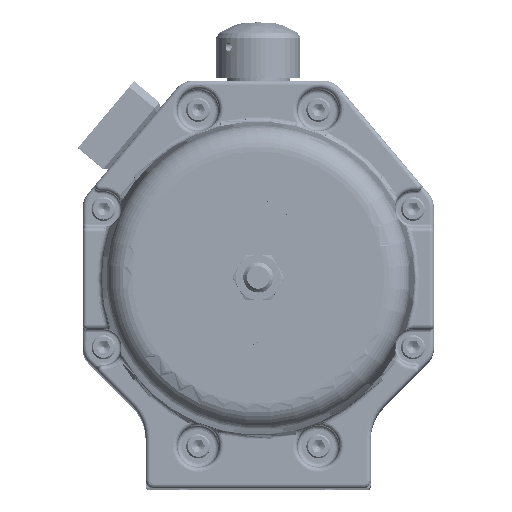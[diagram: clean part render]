
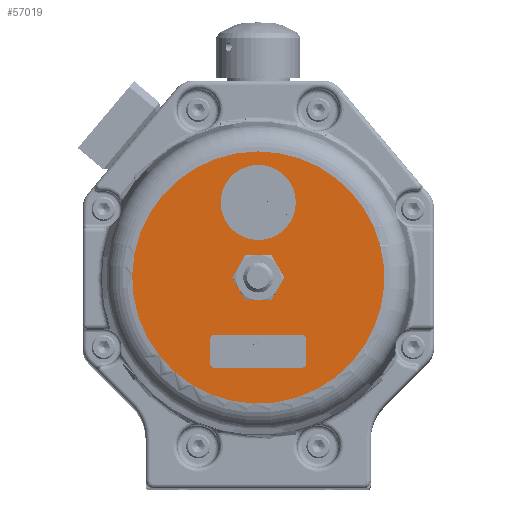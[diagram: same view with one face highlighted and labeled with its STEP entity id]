
A CAD part, top view. The second image highlights one B-rep face of the part: STEP entity #57019.
In plain terms, the highlighted planar face has unit normal (0, 0, 1).
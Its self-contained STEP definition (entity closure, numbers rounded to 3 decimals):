
#4072=LINE('',#102563,#6971);
#4073=LINE('',#102567,#6972);
#4074=LINE('',#102571,#6973);
#4075=LINE('',#102575,#6974);
#6971=VECTOR('',#73135,10.);
#6972=VECTOR('',#73138,10.);
#6973=VECTOR('',#73141,10.);
#6974=VECTOR('',#73144,10.);
#9884=PLANE('',#62049);
#11173=FACE_BOUND('',#17453,.T.);
#11174=FACE_BOUND('',#17454,.T.);
#11175=FACE_BOUND('',#17455,.T.);
#13509=FACE_OUTER_BOUND('',#17452,.T.);
#17452=EDGE_LOOP('',(#43413));
#17453=EDGE_LOOP('',(#43414,#43415,#43416,#43417,#43418,#43419));
#17454=EDGE_LOOP('',(#43420,#43421,#43422,#43423,#43424,#43425,#43426,#43427));
#17455=EDGE_LOOP('',(#43428));
#20955=CIRCLE('',#61008,15.);
#20956=CIRCLE('',#61010,15.);
#20957=CIRCLE('',#61012,15.);
#20958=CIRCLE('',#61014,15.);
#20959=CIRCLE('',#61016,15.);
#20960=CIRCLE('',#61018,15.);
#21526=CIRCLE('',#62050,83.958);
#21527=CIRCLE('',#62051,3.);
#21528=CIRCLE('',#62052,3.);
#21529=CIRCLE('',#62053,3.);
#21530=CIRCLE('',#62054,3.);
#21531=CIRCLE('',#62055,25.);
#24749=VERTEX_POINT('',#92749);
#24750=VERTEX_POINT('',#92753);
#24752=VERTEX_POINT('',#92760);
#24754=VERTEX_POINT('',#92770);
#24756=VERTEX_POINT('',#92783);
#24758=VERTEX_POINT('',#92793);
#25701=VERTEX_POINT('',#102559);
#25702=VERTEX_POINT('',#102561);
#25703=VERTEX_POINT('',#102562);
#25704=VERTEX_POINT('',#102564);
#25705=VERTEX_POINT('',#102566);
#25706=VERTEX_POINT('',#102568);
#25707=VERTEX_POINT('',#102570);
#25708=VERTEX_POINT('',#102572);
#25709=VERTEX_POINT('',#102574);
#25710=VERTEX_POINT('',#102577);
#30533=EDGE_CURVE('',#24749,#24750,#20955,.T.);
#30536=EDGE_CURVE('',#24752,#24749,#20956,.T.);
#30539=EDGE_CURVE('',#24754,#24752,#20957,.T.);
#30541=EDGE_CURVE('',#24756,#24754,#20958,.T.);
#30544=EDGE_CURVE('',#24758,#24756,#20959,.T.);
#30547=EDGE_CURVE('',#24750,#24758,#20960,.T.);
#32063=EDGE_CURVE('',#25701,#25701,#21526,.T.);
#32064=EDGE_CURVE('',#25702,#25703,#4072,.T.);
#32065=EDGE_CURVE('',#25704,#25703,#21527,.T.);
#32066=EDGE_CURVE('',#25704,#25705,#4073,.T.);
#32067=EDGE_CURVE('',#25706,#25705,#21528,.T.);
#32068=EDGE_CURVE('',#25706,#25707,#4074,.T.);
#32069=EDGE_CURVE('',#25708,#25707,#21529,.T.);
#32070=EDGE_CURVE('',#25708,#25709,#4075,.T.);
#32071=EDGE_CURVE('',#25702,#25709,#21530,.T.);
#32072=EDGE_CURVE('',#25710,#25710,#21531,.T.);
#43413=ORIENTED_EDGE('',*,*,#32063,.F.);
#43414=ORIENTED_EDGE('',*,*,#30533,.T.);
#43415=ORIENTED_EDGE('',*,*,#30547,.T.);
#43416=ORIENTED_EDGE('',*,*,#30544,.T.);
#43417=ORIENTED_EDGE('',*,*,#30541,.T.);
#43418=ORIENTED_EDGE('',*,*,#30539,.T.);
#43419=ORIENTED_EDGE('',*,*,#30536,.T.);
#43420=ORIENTED_EDGE('',*,*,#32064,.T.);
#43421=ORIENTED_EDGE('',*,*,#32065,.F.);
#43422=ORIENTED_EDGE('',*,*,#32066,.T.);
#43423=ORIENTED_EDGE('',*,*,#32067,.F.);
#43424=ORIENTED_EDGE('',*,*,#32068,.T.);
#43425=ORIENTED_EDGE('',*,*,#32069,.F.);
#43426=ORIENTED_EDGE('',*,*,#32070,.T.);
#43427=ORIENTED_EDGE('',*,*,#32071,.F.);
#43428=ORIENTED_EDGE('',*,*,#32072,.T.);
#57019=ADVANCED_FACE('',(#13509,#11173,#11174,#11175),#9884,.T.);
#61008=AXIS2_PLACEMENT_3D('',#92757,#70482,#70483);
#61010=AXIS2_PLACEMENT_3D('',#92767,#70486,#70487);
#61012=AXIS2_PLACEMENT_3D('',#92777,#70490,#70491);
#61014=AXIS2_PLACEMENT_3D('',#92784,#70494,#70495);
#61016=AXIS2_PLACEMENT_3D('',#92794,#70498,#70499);
#61018=AXIS2_PLACEMENT_3D('',#92803,#70502,#70503);
#62049=AXIS2_PLACEMENT_3D('',#102558,#73131,#73132);
#62050=AXIS2_PLACEMENT_3D('',#102560,#73133,#73134);
#62051=AXIS2_PLACEMENT_3D('',#102565,#73136,#73137);
#62052=AXIS2_PLACEMENT_3D('',#102569,#73139,#73140);
#62053=AXIS2_PLACEMENT_3D('',#102573,#73142,#73143);
#62054=AXIS2_PLACEMENT_3D('',#102576,#73145,#73146);
#62055=AXIS2_PLACEMENT_3D('',#102578,#73147,#73148);
#70482=DIRECTION('center_axis',(0.,0.,
-1.));
#70483=DIRECTION('ref_axis',(0.,-1.,0.));
#70486=DIRECTION('center_axis',(0.,0.,
-1.));
#70487=DIRECTION('ref_axis',(0.,-1.,0.));
#70490=DIRECTION('center_axis',(0.,0.,
-1.));
#70491=DIRECTION('ref_axis',(0.,-1.,0.));
#70494=DIRECTION('center_axis',(0.,0.,
-1.));
#70495=DIRECTION('ref_axis',(0.,-1.,0.));
#70498=DIRECTION('center_axis',(0.,0.,
-1.));
#70499=DIRECTION('ref_axis',(0.,-1.,0.));
#70502=DIRECTION('center_axis',(0.,0.,
-1.));
#70503=DIRECTION('ref_axis',(0.,-1.,0.));
#73131=DIRECTION('center_axis',(0.,0.,
1.));
#73132=DIRECTION('ref_axis',(1.,0.,0.));
#73133=DIRECTION('center_axis',(0.,0.,
-1.));
#73134=DIRECTION('ref_axis',(0.,-1.,0.));
#73135=DIRECTION('',(0.,1.,0.));
#73136=DIRECTION('center_axis',(0.,0.,
1.));
#73137=DIRECTION('ref_axis',(-0.707,0.707,0.));
#73138=DIRECTION('',(1.,0.,0.));
#73139=DIRECTION('center_axis',(0.,0.,
1.));
#73140=DIRECTION('ref_axis',(0.707,0.707,0.));
#73141=DIRECTION('',(0.,-1.,0.));
#73142=DIRECTION('center_axis',(0.,0.,
1.));
#73143=DIRECTION('ref_axis',(0.707,-0.707,0.));
#73144=DIRECTION('',(-1.,0.,0.));
#73145=DIRECTION('center_axis',(0.,0.,
1.));
#73146=DIRECTION('ref_axis',(-0.707,-0.707,0.));
#73147=DIRECTION('center_axis',(0.,0.,
-1.));
#73148=DIRECTION('ref_axis',(-1.,0.,0.));
#92749=CARTESIAN_POINT('',(12.99,7.5,793.5));
#92753=CARTESIAN_POINT('',(12.99,-7.5,793.5));
#92757=CARTESIAN_POINT('Origin',(0.,0.,
793.5));
#92760=CARTESIAN_POINT('',(0.,15.,793.5));
#92767=CARTESIAN_POINT('Origin',(0.,0.,
793.5));
#92770=CARTESIAN_POINT('',(-12.99,7.5,793.5));
#92777=CARTESIAN_POINT('Origin',(0.,0.,
793.5));
#92783=CARTESIAN_POINT('',(-12.99,-7.5,793.5));
#92784=CARTESIAN_POINT('Origin',(0.,0.,
793.5));
#92793=CARTESIAN_POINT('',(0.,-15.,793.5));
#92794=CARTESIAN_POINT('Origin',(0.,0.,
793.5));
#92803=CARTESIAN_POINT('Origin',(0.,0.,
793.5));
#102558=CARTESIAN_POINT('Origin',(0.,50.332,
793.5));
#102559=CARTESIAN_POINT('',(0.,83.958,793.5));
#102560=CARTESIAN_POINT('Origin',(0.,0.,
793.5));
#102561=CARTESIAN_POINT('',(-32.,-57.,793.5));
#102562=CARTESIAN_POINT('',(-32.,-41.,793.5));
#102563=CARTESIAN_POINT('',(-32.,-4.834,793.5));
#102564=CARTESIAN_POINT('',(-29.,-38.,793.5));
#102565=CARTESIAN_POINT('Origin',(-29.,-41.,793.5));
#102566=CARTESIAN_POINT('',(29.,-38.,793.5));
#102567=CARTESIAN_POINT('',(-16.,-38.,793.5));
#102568=CARTESIAN_POINT('',(32.,-41.,793.5));
#102569=CARTESIAN_POINT('Origin',(29.,-41.,793.5));
#102570=CARTESIAN_POINT('',(32.,-57.,793.5));
#102571=CARTESIAN_POINT('',(32.,6.166,793.5));
#102572=CARTESIAN_POINT('',(29.,-60.,793.5));
#102573=CARTESIAN_POINT('Origin',(29.,-57.,793.5));
#102574=CARTESIAN_POINT('',(-29.,-60.,793.5));
#102575=CARTESIAN_POINT('',(16.,-60.,793.5));
#102576=CARTESIAN_POINT('Origin',(-29.,-57.,793.5));
#102577=CARTESIAN_POINT('',(25.,50.,793.5));
#102578=CARTESIAN_POINT('Origin',(0.,50.,793.5));
